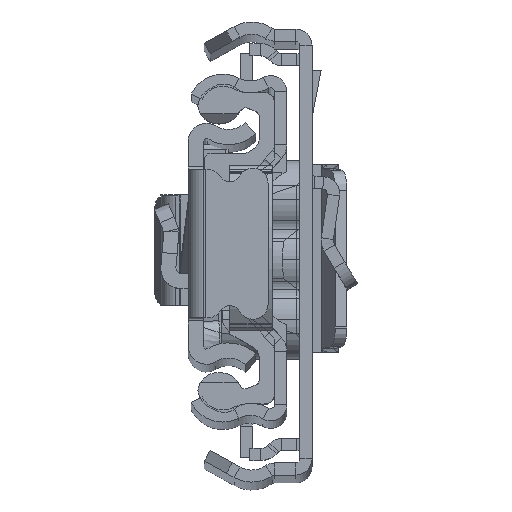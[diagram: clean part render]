
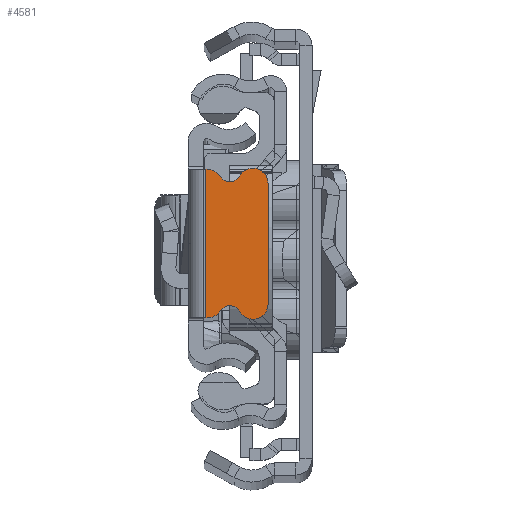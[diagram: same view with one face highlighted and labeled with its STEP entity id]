
A CAD part, top view. The second image highlights one B-rep face of the part: STEP entity #4581.
In plain terms, the highlighted planar face has unit normal (0, 0, 1).
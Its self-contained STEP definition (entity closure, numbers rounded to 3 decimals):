
#1251 = CARTESIAN_POINT ( 'NONE',  ( -1.75, 7.37, 0. ) ) ;
#1582 = CIRCLE ( 'NONE', #8430, 1.1 ) ;
#1893 = AXIS2_PLACEMENT_3D ( 'NONE', #12586, #16497, #24728 ) ;
#2305 = LINE ( 'NONE', #18860, #11046 ) ;
#2576 = AXIS2_PLACEMENT_3D ( 'NONE', #2630, #25764, #21477 ) ;
#2630 = CARTESIAN_POINT ( 'NONE',  ( -1.929, 5.87, 0. ) ) ;
#2886 = ORIENTED_EDGE ( 'NONE', *, *, #9740, .F. ) ;
#3407 = CIRCLE ( 'NONE', #6400, 1.5 ) ;
#4036 = CIRCLE ( 'NONE', #1893, 1.1 ) ;
#4111 = CARTESIAN_POINT ( 'NONE',  ( -3.206, 6.658, 0. ) ) ;
#4279 = CARTESIAN_POINT ( 'NONE',  ( -1.75, 0., 0. ) ) ;
#4442 = DIRECTION ( 'NONE',  ( 0., 0., 1. ) ) ;
#4533 = DIRECTION ( 'NONE',  ( 0., -1., 0. ) ) ;
#4581 = ADVANCED_FACE ( 'NONE', ( #22760 ), #14676, .T. ) ;
#5178 = CARTESIAN_POINT ( 'NONE',  ( -1.929, -7.37, 0. ) ) ;
#5617 = AXIS2_PLACEMENT_3D ( 'NONE', #17887, #7785, #11823 ) ;
#6311 = DIRECTION ( 'NONE',  ( 1., 0., 0. ) ) ;
#6400 = AXIS2_PLACEMENT_3D ( 'NONE', #10166, #18403, #8164 ) ;
#6452 = VERTEX_POINT ( 'NONE', #9620 ) ;
#6572 = CARTESIAN_POINT ( 'NONE',  ( 444.071, 0., 0. ) ) ;
#6609 = VERTEX_POINT ( 'NONE', #9033 ) ;
#6815 = CARTESIAN_POINT ( 'NONE',  ( -7.929, -6., 0. ) ) ;
#7202 = CIRCLE ( 'NONE', #10242, 1.5 ) ;
#7785 = DIRECTION ( 'NONE',  ( 0., 0., 1. ) ) ;
#7924 = ORIENTED_EDGE ( 'NONE', *, *, #20746, .T. ) ;
#8164 = DIRECTION ( 'NONE',  ( 1., 0., 0. ) ) ;
#8423 = VERTEX_POINT ( 'NONE', #4111 ) ;
#8430 = AXIS2_PLACEMENT_3D ( 'NONE', #13228, #25493, #21198 ) ;
#8445 = CARTESIAN_POINT ( 'NONE',  ( -7.929, 6., 0. ) ) ;
#8961 = ORIENTED_EDGE ( 'NONE', *, *, #12169, .T. ) ;
#9033 = CARTESIAN_POINT ( 'NONE',  ( -1.75, -7.37, 0. ) ) ;
#9305 = EDGE_LOOP ( 'NONE', ( #22985, #2886, #16525, #20121, #7924, #24127, #22907, #8961, #11784, #16768 ) ) ;
#9620 = CARTESIAN_POINT ( 'NONE',  ( -3.206, -6.658, 0. ) ) ;
#9740 = EDGE_CURVE ( 'NONE', #12628, #19901, #2305, .T. ) ;
#9834 = VECTOR ( 'NONE', #20429, 1000. ) ;
#10166 = CARTESIAN_POINT ( 'NONE',  ( -6.429, -6., 0. ) ) ;
#10242 = AXIS2_PLACEMENT_3D ( 'NONE', #13566, #21194, #20064 ) ;
#10828 = VERTEX_POINT ( 'NONE', #19735 ) ;
#11046 = VECTOR ( 'NONE', #25182, 1000. ) ;
#11784 = ORIENTED_EDGE ( 'NONE', *, *, #22879, .T. ) ;
#11823 = DIRECTION ( 'NONE',  ( -1., 0., 0. ) ) ;
#12048 = CARTESIAN_POINT ( 'NONE',  ( -5.109, -6.713, 0. ) ) ;
#12169 = EDGE_CURVE ( 'NONE', #16964, #6452, #1582, .T. ) ;
#12586 = CARTESIAN_POINT ( 'NONE',  ( -4.142, 7.236, 0. ) ) ;
#12628 = VERTEX_POINT ( 'NONE', #24486 ) ;
#13228 = CARTESIAN_POINT ( 'NONE',  ( -4.142, -7.236, 0. ) ) ;
#13566 = CARTESIAN_POINT ( 'NONE',  ( -1.929, -5.87, 0. ) ) ;
#14305 = EDGE_CURVE ( 'NONE', #6609, #22484, #26622, .T. ) ;
#14510 = DIRECTION ( 'NONE',  ( 0., -1., 0. ) ) ;
#14676 = PLANE ( 'NONE',  #23465 ) ;
#14753 = LINE ( 'NONE', #4279, #20255 ) ;
#15658 = VERTEX_POINT ( 'NONE', #21223 ) ;
#15863 = CARTESIAN_POINT ( 'NONE',  ( -1.929, -7.37, 0. ) ) ;
#16497 = DIRECTION ( 'NONE',  ( 0., 0., -1. ) ) ;
#16525 = ORIENTED_EDGE ( 'NONE', *, *, #17263, .T. ) ;
#16626 = EDGE_CURVE ( 'NONE', #10828, #16964, #3407, .T. ) ;
#16768 = ORIENTED_EDGE ( 'NONE', *, *, #14305, .F. ) ;
#16964 = VERTEX_POINT ( 'NONE', #12048 ) ;
#17219 = CIRCLE ( 'NONE', #5617, 1.5 ) ;
#17263 = EDGE_CURVE ( 'NONE', #12628, #8423, #20635, .T. ) ;
#17803 = EDGE_CURVE ( 'NONE', #19901, #6609, #14753, .T. ) ;
#17887 = CARTESIAN_POINT ( 'NONE',  ( -6.429, 6., 0. ) ) ;
#18403 = DIRECTION ( 'NONE',  ( 0., 0., 1. ) ) ;
#18860 = CARTESIAN_POINT ( 'NONE',  ( -1.929, 7.37, 0. ) ) ;
#19731 = VECTOR ( 'NONE', #14510, 1000. ) ;
#19735 = CARTESIAN_POINT ( 'NONE',  ( -7.929, -6., 0. ) ) ;
#19901 = VERTEX_POINT ( 'NONE', #1251 ) ;
#20064 = DIRECTION ( 'NONE',  ( 1., 0., 0. ) ) ;
#20121 = ORIENTED_EDGE ( 'NONE', *, *, #23719, .T. ) ;
#20255 = VECTOR ( 'NONE', #4533, 1000. ) ;
#20429 = DIRECTION ( 'NONE',  ( -1., 0., 0. ) ) ;
#20635 = CIRCLE ( 'NONE', #2576, 1.5 ) ;
#20727 = LINE ( 'NONE', #6815, #19731 ) ;
#20746 = EDGE_CURVE ( 'NONE', #15658, #23146, #17219, .T. ) ;
#21194 = DIRECTION ( 'NONE',  ( 0., 0., 1. ) ) ;
#21198 = DIRECTION ( 'NONE',  ( -1., 0., 0. ) ) ;
#21223 = CARTESIAN_POINT ( 'NONE',  ( -5.109, 6.713, 0. ) ) ;
#21477 = DIRECTION ( 'NONE',  ( -1., 0., 0. ) ) ;
#21906 = EDGE_CURVE ( 'NONE', #23146, #10828, #20727, .T. ) ;
#22484 = VERTEX_POINT ( 'NONE', #5178 ) ;
#22760 = FACE_OUTER_BOUND ( 'NONE', #9305, .T. ) ;
#22879 = EDGE_CURVE ( 'NONE', #6452, #22484, #7202, .T. ) ;
#22907 = ORIENTED_EDGE ( 'NONE', *, *, #16626, .T. ) ;
#22985 = ORIENTED_EDGE ( 'NONE', *, *, #17803, .F. ) ;
#23146 = VERTEX_POINT ( 'NONE', #8445 ) ;
#23465 = AXIS2_PLACEMENT_3D ( 'NONE', #6572, #4442, #6311 ) ;
#23719 = EDGE_CURVE ( 'NONE', #8423, #15658, #4036, .T. ) ;
#24127 = ORIENTED_EDGE ( 'NONE', *, *, #21906, .T. ) ;
#24486 = CARTESIAN_POINT ( 'NONE',  ( -1.929, 7.37, 0. ) ) ;
#24728 = DIRECTION ( 'NONE',  ( 1., 0., 0. ) ) ;
#25182 = DIRECTION ( 'NONE',  ( 1., 0., 0. ) ) ;
#25493 = DIRECTION ( 'NONE',  ( 0., 0., -1. ) ) ;
#25764 = DIRECTION ( 'NONE',  ( 0., 0., 1. ) ) ;
#26622 = LINE ( 'NONE', #15863, #9834 ) ;
